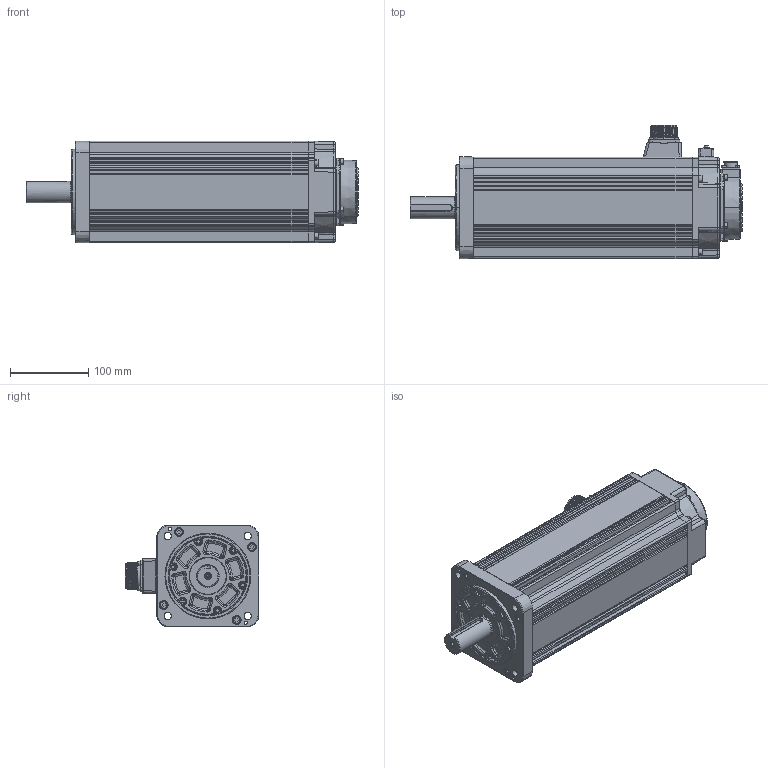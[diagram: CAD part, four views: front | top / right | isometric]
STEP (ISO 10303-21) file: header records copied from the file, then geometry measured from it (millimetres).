
FILE_DESCRIPTION (( 'STEP AP203' ), '1' );
FILE_NAME ('MS6S-130CN30BZ2-47P0.STEP', '2025-04-08T11:51:25', ( '' ), ( '' ), 'SwSTEP 2.0', 'SolidWorks 2022', '' );
FILE_SCHEMA (( 'CONFIG_CONTROL_DESIGN' ));
Products named in the file (1): MS6S-130CN30BZ2-47P0
Bounding box: 425.5 x 171.2 x 130.59 mm (x, y, z)
Volume: 5584023.8 mm3; surface area: 436240.8 mm2
Topology: 53 solids, 59 shells, 3480 faces, 8872 edges, 5653 vertices
Faces by surface type: plane 1530, cylinder 856, bspline 408, cone 368, torus 300, sphere 18
Entity records: 119118 total; most frequent: CARTESIAN_POINT 38018, ORIENTED_EDGE 17544, DIRECTION 15788, EDGE_CURVE 8772, AXIS2_PLACEMENT_3D 5650, VERTEX_POINT 5643, VECTOR 4488, LINE 4488
